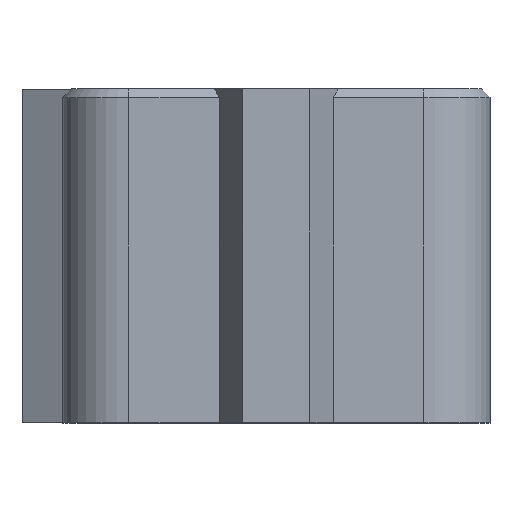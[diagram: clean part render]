
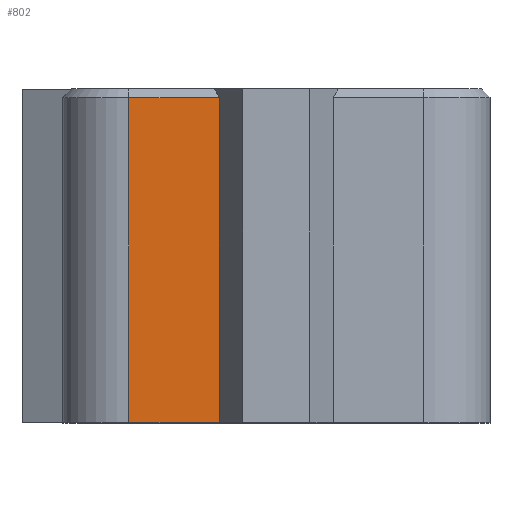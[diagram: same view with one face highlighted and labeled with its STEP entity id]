
A CAD part, top view. The second image highlights one B-rep face of the part: STEP entity #802.
In plain terms, the highlighted planar face has unit normal (0, 0, 1).
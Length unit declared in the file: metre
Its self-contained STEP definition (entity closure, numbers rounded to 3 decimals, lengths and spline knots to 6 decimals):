
#101=ORIENTED_EDGE('',*,*,#323,.F.);
#102=ORIENTED_EDGE('',*,*,#324,.T.);
#103=ORIENTED_EDGE('',*,*,#325,.T.);
#104=ORIENTED_EDGE('',*,*,#326,.F.);
#323=EDGE_CURVE('',#430,#431,#514,.T.);
#324=EDGE_CURVE('',#430,#432,#515,.T.);
#325=EDGE_CURVE('',#432,#433,#516,.T.);
#326=EDGE_CURVE('',#431,#433,#517,.T.);
#430=VERTEX_POINT('',#1235);
#431=VERTEX_POINT('',#1236);
#432=VERTEX_POINT('',#1238);
#433=VERTEX_POINT('',#1240);
#514=LINE('',#1234,#603);
#515=LINE('',#1237,#604);
#516=LINE('',#1239,#605);
#517=LINE('',#1241,#606);
#603=VECTOR('',#984,1.);
#604=VECTOR('',#985,1.);
#605=VECTOR('',#986,1.);
#606=VECTOR('',#987,1.);
#663=EDGE_LOOP('',(#101,#102,#103,#104));
#718=FACE_BOUND('',#663,.T.);
#773=PLANE('',#859);
#802=ADVANCED_FACE('',(#718),#773,.T.);
#859=AXIS2_PLACEMENT_3D('',#1233,#982,#983);
#982=DIRECTION('',(0.,0.,1.));
#983=DIRECTION('',(0.,-1.,0.));
#984=DIRECTION('',(0.,-1.,0.));
#985=DIRECTION('',(-1.,0.,0.));
#986=DIRECTION('',(0.,-1.,0.));
#987=DIRECTION('',(-1.,0.,0.));
#1233=CARTESIAN_POINT('',(0.,0.0551,0.0242));
#1234=CARTESIAN_POINT('',(-0.006456,0.0551,0.0242));
#1235=CARTESIAN_POINT('',(-0.006456,0.0541,0.0242));
#1236=CARTESIAN_POINT('',(-0.006456,0.0173,0.0242));
#1237=CARTESIAN_POINT('',(0.,0.0541,0.0242));
#1238=CARTESIAN_POINT('',(-0.0167,0.0541,0.0242));
#1239=CARTESIAN_POINT('',(-0.0167,0.0551,0.0242));
#1240=CARTESIAN_POINT('',(-0.0167,0.0173,0.0242));
#1241=CARTESIAN_POINT('',(0.,0.0173,0.0242));
